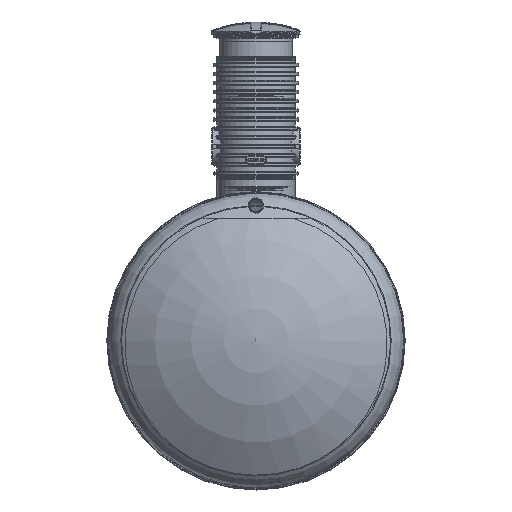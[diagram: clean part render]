
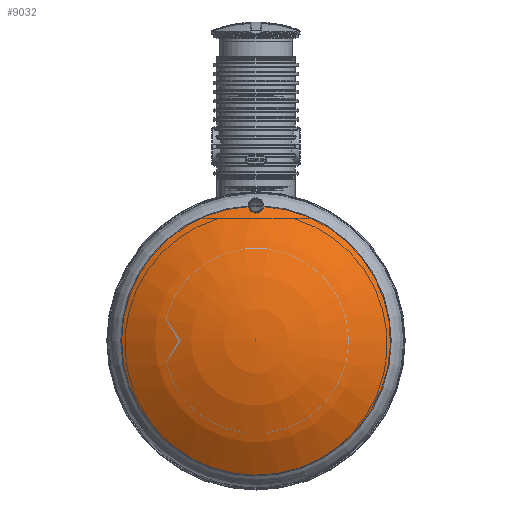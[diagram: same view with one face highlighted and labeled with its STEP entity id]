
A CAD part, front view. The second image highlights one B-rep face of the part: STEP entity #9032.
In plain terms, the highlighted toroidal (fillet/blend) face has major radius 3.957 mm and minor radius 2000 mm.
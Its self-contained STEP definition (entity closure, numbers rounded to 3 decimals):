
#677=VERTEX_LOOP('',#6040);
#681=DEGENERATE_TOROIDAL_SURFACE('',#10252,3.957,2000.,.F.);
#1554=B_SPLINE_CURVE_WITH_KNOTS('',3,(#21520,#21521,#21522,#21523,#21524,
#21525,#21526,#21527,#21528,#21529,#21530,#21531,#21532,#21533,#21534,#21535,
#21536,#21537,#21538,#21539,#21540,#21541,#21542,#21543,#21544,#21545,#21546,
#21547,#21548),.UNSPECIFIED.,.F.,.F.,(4,1,1,1,1,1,1,1,1,1,1,1,1,1,1,1,1,
1,1,1,1,1,1,1,1,1,4),(0.,0.012,0.023,
0.029,0.035,0.046,0.052,
0.058,0.064,0.07,0.075,
0.081,0.087,0.093,0.099,
0.104,0.116,0.122,0.127,
0.133,0.139,0.151,0.156,
0.162,0.168,0.174,0.185),
 .UNSPECIFIED.);
#3935=ORIENTED_EDGE('',*,*,#5161,.F.);
#3936=ORIENTED_EDGE('',*,*,#5162,.T.);
#5161=EDGE_CURVE('',#6038,#6039,#6573,.T.);
#5162=EDGE_CURVE('',#6038,#6039,#1554,.T.);
#6038=VERTEX_POINT('',#21518);
#6039=VERTEX_POINT('',#21519);
#6040=VERTEX_POINT('',#21549);
#6573=CIRCLE('',#10253,1151.714);
#7405=EDGE_LOOP('',(#3935,#3936));
#8258=FACE_BOUND('',#7405,.T.);
#8259=FACE_BOUND('',#677,.T.);
#9032=ADVANCED_FACE('',(#8258,#8259),#681,.F.);
#10252=AXIS2_PLACEMENT_3D('',#21516,#12729,#12730);
#10253=AXIS2_PLACEMENT_3D('',#21517,#12731,#12732);
#12729=DIRECTION('',(0.,0.,-1.));
#12730=DIRECTION('',(-1.,0.,0.));
#12731=DIRECTION('',(0.,0.,-1.));
#12732=DIRECTION('',(-1.,0.,0.));
#21516=CARTESIAN_POINT('',(0.,0.,-1552.241));
#21517=CARTESIAN_POINT('',(0.,0.,80.066));
#21518=CARTESIAN_POINT('',(54.96,1150.402,80.066));
#21519=CARTESIAN_POINT('',(-54.96,1150.402,80.066));
#21520=CARTESIAN_POINT('',(54.96,1150.402,80.066));
#21521=CARTESIAN_POINT('',(54.838,1147.203,82.332));
#21522=CARTESIAN_POINT('',(54.04,1140.891,86.795));
#21523=CARTESIAN_POINT('',(51.697,1133.234,92.187));
#21524=CARTESIAN_POINT('',(48.933,1127.223,96.408));
#21525=CARTESIAN_POINT('',(45.602,1121.438,100.462));
#21526=CARTESIAN_POINT('',(41.469,1116.075,104.21));
#21527=CARTESIAN_POINT('',(36.384,1111.138,107.653));
#21528=CARTESIAN_POINT('',(32.19,1107.796,109.98));
#21529=CARTESIAN_POINT('',(27.626,1104.834,112.04));
#21530=CARTESIAN_POINT('',(22.613,1102.256,113.83));
#21531=CARTESIAN_POINT('',(17.325,1100.198,115.258));
#21532=CARTESIAN_POINT('',(11.832,1098.685,116.307));
#21533=CARTESIAN_POINT('',(6.06,1097.729,116.97));
#21534=CARTESIAN_POINT('',(0.179,1097.397,117.199));
#21535=CARTESIAN_POINT('',(-5.62,1097.683,117.001));
#21536=CARTESIAN_POINT('',(-13.383,1098.903,116.156));
#21537=CARTESIAN_POINT('',(-20.637,1101.274,114.512));
#21538=CARTESIAN_POINT('',(-27.361,1104.68,112.147));
#21539=CARTESIAN_POINT('',(-31.962,1107.632,110.094));
#21540=CARTESIAN_POINT('',(-36.199,1110.975,107.766));
#21541=CARTESIAN_POINT('',(-41.302,1115.887,104.342));
#21542=CARTESIAN_POINT('',(-45.491,1121.267,100.582));
#21543=CARTESIAN_POINT('',(-48.867,1127.096,96.497));
#21544=CARTESIAN_POINT('',(-50.938,1131.565,93.359));
#21545=CARTESIAN_POINT('',(-52.587,1136.144,90.138));
#21546=CARTESIAN_POINT('',(-54.234,1142.402,85.727));
#21547=CARTESIAN_POINT('',(-54.838,1147.197,82.337));
#21548=CARTESIAN_POINT('',(-54.96,1150.402,80.066));
#21549=CARTESIAN_POINT('',(0.,0.,447.755));
